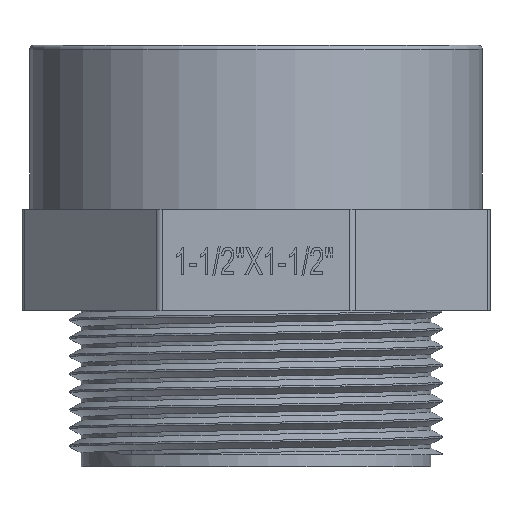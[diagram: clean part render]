
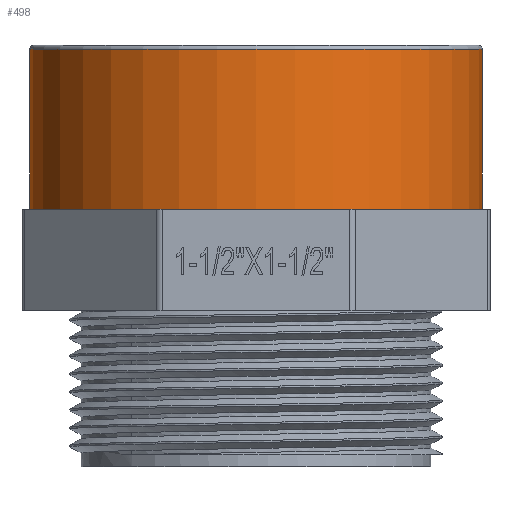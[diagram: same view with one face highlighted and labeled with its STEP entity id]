
A CAD part, front view. The second image highlights one B-rep face of the part: STEP entity #498.
In plain terms, the highlighted cylindrical face has radius 29 mm (diameter 58 mm), a full revolution.
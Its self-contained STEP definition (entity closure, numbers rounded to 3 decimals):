
#471=CYLINDRICAL_SURFACE('',#6128,29.);
#498=ADVANCED_FACE('',(#1099,#1100),#471,.T.);
#1044=CIRCLE('',#6126,29.);
#1045=CIRCLE('',#6127,29.);
#1099=FACE_BOUND('',#1171,.T.);
#1100=FACE_BOUND('',#1172,.T.);
#1171=EDGE_LOOP('',(#2303));
#1172=EDGE_LOOP('',(#2304));
#2303=ORIENTED_EDGE('',*,*,#4635,.T.);
#2304=ORIENTED_EDGE('',*,*,#4636,.T.);
#4045=VERTEX_POINT('',#8038);
#4046=VERTEX_POINT('',#8040);
#4635=EDGE_CURVE('',#4045,#4045,#1044,.T.);
#4636=EDGE_CURVE('',#4046,#4046,#1045,.T.);
#6126=AXIS2_PLACEMENT_3D('',#8037,#6465,#6466);
#6127=AXIS2_PLACEMENT_3D('',#8039,#6467,#6468);
#6128=AXIS2_PLACEMENT_3D('',#8041,#6469,#6470);
#6465=DIRECTION('',(0.,0.,-1.));
#6466=DIRECTION('',(1.,0.,0.));
#6467=DIRECTION('',(0.,0.,1.));
#6468=DIRECTION('',(1.,0.,0.));
#6469=DIRECTION('',(0.,0.,1.));
#6470=DIRECTION('',(1.,0.,0.));
#8037=CARTESIAN_POINT('',(254.025,5.254,28.5));
#8038=CARTESIAN_POINT('',(283.025,5.254,28.5));
#8039=CARTESIAN_POINT('',(254.025,5.254,8.));
#8040=CARTESIAN_POINT('',(283.025,5.254,8.));
#8041=CARTESIAN_POINT('',(254.025,5.254,8.));
